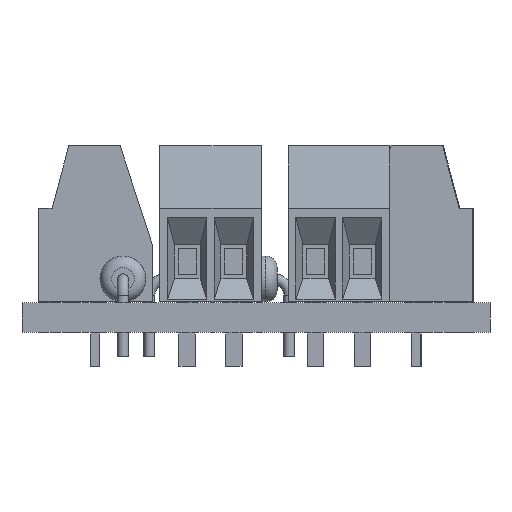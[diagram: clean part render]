
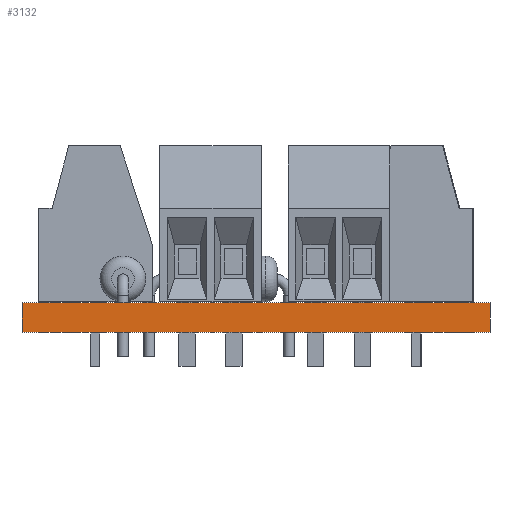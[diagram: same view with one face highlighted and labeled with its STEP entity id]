
A CAD part, front view. The second image highlights one B-rep face of the part: STEP entity #3132.
In plain terms, the highlighted planar face has unit normal (0, -1, 0).
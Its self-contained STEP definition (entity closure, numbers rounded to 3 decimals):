
#3132 = ADVANCED_FACE('',(#3133),#3167,.T.);
#3133 = FACE_BOUND('',#3134,.T.);
#3134 = EDGE_LOOP('',(#3135,#3145,#3153,#3161));
#3135 = ORIENTED_EDGE('',*,*,#3136,.T.);
#3136 = EDGE_CURVE('',#3137,#3139,#3141,.T.);
#3137 = VERTEX_POINT('',#3138);
#3138 = CARTESIAN_POINT('',(85.5,-76.25,0.));
#3139 = VERTEX_POINT('',#3140);
#3140 = CARTESIAN_POINT('',(85.5,-76.25,1.6));
#3141 = LINE('',#3142,#3143);
#3142 = CARTESIAN_POINT('',(85.5,-76.25,0.));
#3143 = VECTOR('',#3144,1.);
#3144 = DIRECTION('',(0.,0.,1.));
#3145 = ORIENTED_EDGE('',*,*,#3146,.T.);
#3146 = EDGE_CURVE('',#3139,#3147,#3149,.T.);
#3147 = VERTEX_POINT('',#3148);
#3148 = CARTESIAN_POINT('',(60.,-76.25,1.6));
#3149 = LINE('',#3150,#3151);
#3150 = CARTESIAN_POINT('',(85.5,-76.25,1.6));
#3151 = VECTOR('',#3152,1.);
#3152 = DIRECTION('',(-1.,0.,0.));
#3153 = ORIENTED_EDGE('',*,*,#3154,.F.);
#3154 = EDGE_CURVE('',#3155,#3147,#3157,.T.);
#3155 = VERTEX_POINT('',#3156);
#3156 = CARTESIAN_POINT('',(60.,-76.25,0.));
#3157 = LINE('',#3158,#3159);
#3158 = CARTESIAN_POINT('',(60.,-76.25,0.));
#3159 = VECTOR('',#3160,1.);
#3160 = DIRECTION('',(0.,0.,1.));
#3161 = ORIENTED_EDGE('',*,*,#3162,.F.);
#3162 = EDGE_CURVE('',#3137,#3155,#3163,.T.);
#3163 = LINE('',#3164,#3165);
#3164 = CARTESIAN_POINT('',(85.5,-76.25,0.));
#3165 = VECTOR('',#3166,1.);
#3166 = DIRECTION('',(-1.,0.,0.));
#3167 = PLANE('',#3168);
#3168 = AXIS2_PLACEMENT_3D('',#3169,#3170,#3171);
#3169 = CARTESIAN_POINT('',(85.5,-76.25,0.));
#3170 = DIRECTION('',(0.,-1.,0.));
#3171 = DIRECTION('',(-1.,0.,0.));
